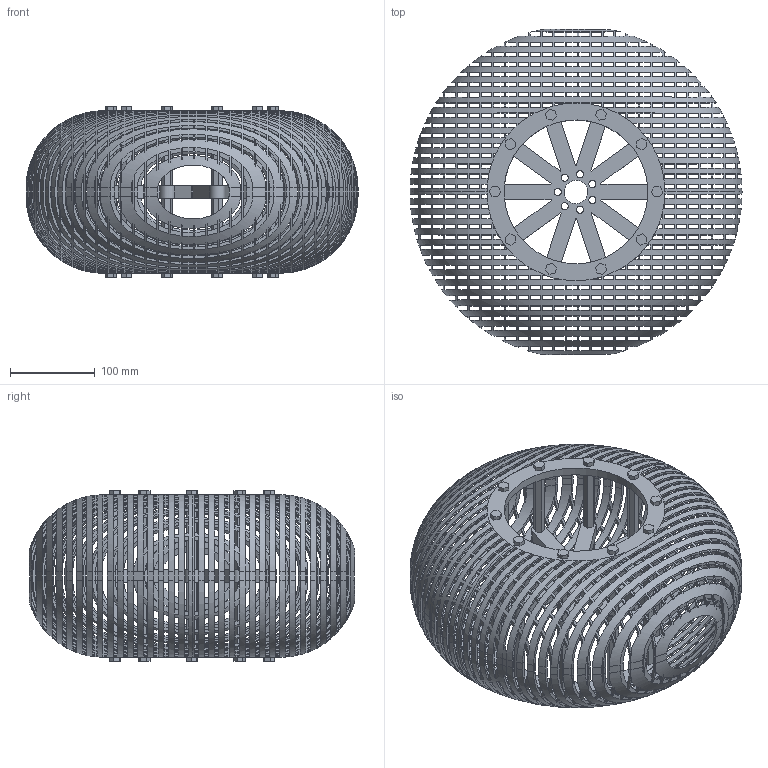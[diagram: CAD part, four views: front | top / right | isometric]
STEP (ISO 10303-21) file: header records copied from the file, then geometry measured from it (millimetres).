
FILE_DESCRIPTION(('FreeCAD Model'),'2;1');
FILE_NAME('Open CASCADE Shape Model','2025-05-02T18:09:49',('FreeCAD'),( 'FreeCAD'),'Open CASCADE STEP processor 7.6','FreeCAD','Unknown');
FILE_SCHEMA(('AUTOMOTIVE_DESIGN { 1 0 10303 214 1 1 1 1 }'));
Products named in the file (1): Open CASCADE STEP translator 7.6 1
Bounding box: 391.4 x 383.6 x 200.98 mm (x, y, z)
Volume: 1009949.1 mm3; surface area: 693704.9 mm2
Topology: 1 solids, 1 shells, 4541 faces, 14247 edges, 9410 vertices
Faces by surface type: bspline 4541
Entity records: 172689 total; most frequent: CARTESIAN_POINT 85476, ORIENTED_EDGE 28494, EDGE_CURVE 14247, B_SPLINE_CURVE_WITH_KNOTS 13528, VERTEX_POINT 9410, FACE_BOUND 6343, EDGE_LOOP 6343, ADVANCED_FACE 4541
